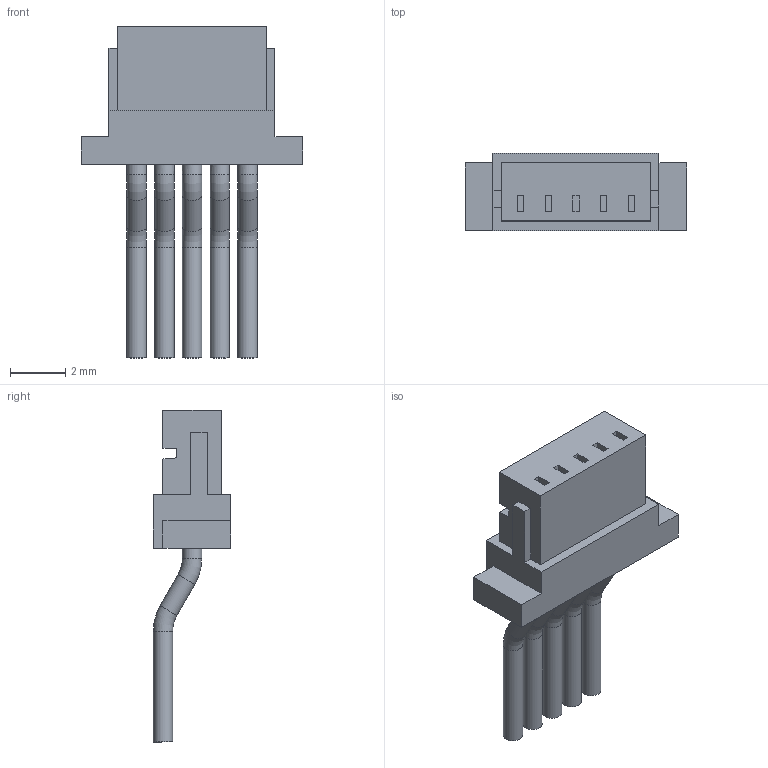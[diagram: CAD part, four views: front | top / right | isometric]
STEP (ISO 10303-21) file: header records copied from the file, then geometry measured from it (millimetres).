
FILE_DESCRIPTION(/* description */ ('Unknown'),/* implementation_level */ '2;1');
FILE_NAME(/* name */ 'SHR-05V-S-B2',/* time_stamp */ '2024-08-13T17:07:24+02:00',/* author */ ('Unknown'),/* organization */ ('Unknown'),/* preprocessor_version */ 'ST-DEVELOPER v18.1',/* originating_system */ 'Solid Edge',/* authorisation */ 'Unknown');
FILE_SCHEMA (('AUTOMOTIVE_DESIGN {1 0 10303 214 3 1 1}'));
Length unit declared in the file: millimetre
Products named in the file (1): SHR-05V-S-B2
Bounding box: 8 x 2.8 x 12 mm (x, y, z)
Volume: 81.4 mm3; surface area: 251.9 mm2
Topology: 1 solids, 1 shells, 112 faces, 269 edges, 174 vertices
Faces by surface type: plane 83, cylinder 19, torus 10
Full cylindrical faces by diameter (mm): 0.7 x17
Entity records: 3872 total; most frequent: CARTESIAN_POINT 579, DIRECTION 484, ORIENTED_EDGE 476, EDGE_CURVE 238, LINE 202, VECTOR 202, VERTEX_POINT 170, EDGE_LOOP 154
